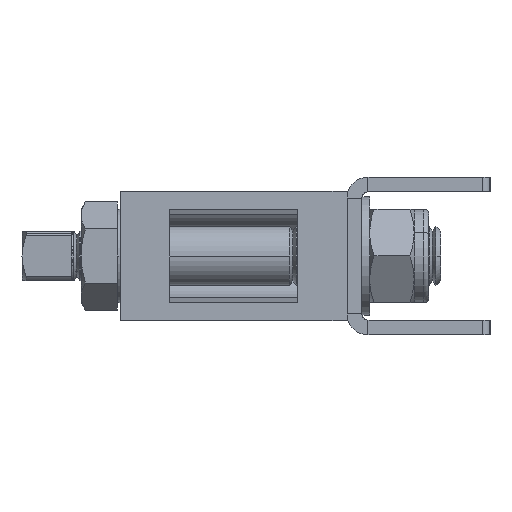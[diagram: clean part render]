
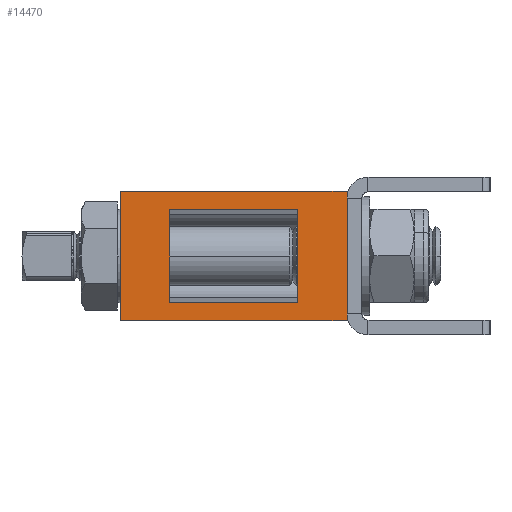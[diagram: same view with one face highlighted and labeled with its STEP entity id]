
A CAD part, left-side view. The second image highlights one B-rep face of the part: STEP entity #14470.
In plain terms, the highlighted planar face has unit normal (-1, 0, 0).
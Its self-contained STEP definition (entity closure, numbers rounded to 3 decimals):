
#144 = VECTOR ( 'NONE', #2506, 1000. ) ;
#407 = EDGE_CURVE ( 'NONE', #2117, #15067, #10160, .T. ) ;
#1103 = VERTEX_POINT ( 'NONE', #15266 ) ;
#1283 = CARTESIAN_POINT ( 'NONE',  ( -10.55, -23., 13.15 ) ) ;
#1708 = CARTESIAN_POINT ( 'NONE',  ( -10.55, -13., 9.349 ) ) ;
#1869 = EDGE_LOOP ( 'NONE', ( #2587, #9114, #2212, #6901 ) ) ;
#2006 = VECTOR ( 'NONE', #4169, 1000. ) ;
#2117 = VERTEX_POINT ( 'NONE', #2338 ) ;
#2212 = ORIENTED_EDGE ( 'NONE', *, *, #12640, .F. ) ;
#2338 = CARTESIAN_POINT ( 'NONE',  ( -10.55, 13., -9.349 ) ) ;
#2506 = DIRECTION ( 'NONE',  ( 0., 0., 1. ) ) ;
#2587 = ORIENTED_EDGE ( 'NONE', *, *, #14631, .T. ) ;
#2981 = VERTEX_POINT ( 'NONE', #15126 ) ;
#2996 = EDGE_CURVE ( 'NONE', #14324, #7944, #9464, .T. ) ;
#3388 = LINE ( 'NONE', #11720, #3976 ) ;
#3608 = LINE ( 'NONE', #5021, #9879 ) ;
#3907 = CARTESIAN_POINT ( 'NONE',  ( -10.55, -13., -9.349 ) ) ;
#3976 = VECTOR ( 'NONE', #11779, 1000. ) ;
#4169 = DIRECTION ( 'NONE',  ( 0., 1., 0. ) ) ;
#4263 = CARTESIAN_POINT ( 'NONE',  ( -10.55, -23., 13.15 ) ) ;
#4351 = VERTEX_POINT ( 'NONE', #1708 ) ;
#4358 = ORIENTED_EDGE ( 'NONE', *, *, #10056, .F. ) ;
#5021 = CARTESIAN_POINT ( 'NONE',  ( -10.55, -23., -13.15 ) ) ;
#5312 = CARTESIAN_POINT ( 'NONE',  ( -10.55, 23., -13.15 ) ) ;
#5606 = VECTOR ( 'NONE', #6923, 1000. ) ;
#5914 = VECTOR ( 'NONE', #13490, 1000. ) ;
#6310 = ORIENTED_EDGE ( 'NONE', *, *, #9541, .T. ) ;
#6901 = ORIENTED_EDGE ( 'NONE', *, *, #2996, .T. ) ;
#6923 = DIRECTION ( 'NONE',  ( 0., 0., -1. ) ) ;
#7470 = DIRECTION ( 'NONE',  ( 0., -1., 0. ) ) ;
#7913 = CARTESIAN_POINT ( 'NONE',  ( -10.55, -13., 9.349 ) ) ;
#7944 = VERTEX_POINT ( 'NONE', #5312 ) ;
#8093 = CARTESIAN_POINT ( 'NONE',  ( -10.55, -23., 13.15 ) ) ;
#8826 = EDGE_LOOP ( 'NONE', ( #4358, #6310, #13339, #10162 ) ) ;
#8949 = CARTESIAN_POINT ( 'NONE',  ( -10.55, 23., 13.15 ) ) ;
#9013 = LINE ( 'NONE', #12200, #5606 ) ;
#9114 = ORIENTED_EDGE ( 'NONE', *, *, #10270, .F. ) ;
#9133 = CARTESIAN_POINT ( 'NONE',  ( -10.55, 13., -9.349 ) ) ;
#9464 = LINE ( 'NONE', #8949, #16307 ) ;
#9541 = EDGE_CURVE ( 'NONE', #2981, #2117, #3388, .T. ) ;
#9605 = DIRECTION ( 'NONE',  ( 0., 0., -1. ) ) ;
#9669 = FACE_BOUND ( 'NONE', #8826, .T. ) ;
#9879 = VECTOR ( 'NONE', #7470, 1000. ) ;
#10056 = EDGE_CURVE ( 'NONE', #2981, #4351, #13244, .T. ) ;
#10160 = LINE ( 'NONE', #9133, #11790 ) ;
#10162 = ORIENTED_EDGE ( 'NONE', *, *, #14889, .F. ) ;
#10270 = EDGE_CURVE ( 'NONE', #11323, #1103, #9013, .T. ) ;
#10475 = DIRECTION ( 'NONE',  ( 0., 0., 1. ) ) ;
#10995 = CARTESIAN_POINT ( 'NONE',  ( -10.55, 13., 9.349 ) ) ;
#11043 = AXIS2_PLACEMENT_3D ( 'NONE', #8093, #16025, #9605 ) ;
#11323 = VERTEX_POINT ( 'NONE', #1283 ) ;
#11720 = CARTESIAN_POINT ( 'NONE',  ( -10.55, -13., -9.349 ) ) ;
#11779 = DIRECTION ( 'NONE',  ( 0., 1., 0. ) ) ;
#11790 = VECTOR ( 'NONE', #10475, 1000. ) ;
#12200 = CARTESIAN_POINT ( 'NONE',  ( -10.55, -23., 13.15 ) ) ;
#12640 = EDGE_CURVE ( 'NONE', #14324, #11323, #13540, .T. ) ;
#12688 = LINE ( 'NONE', #7913, #2006 ) ;
#12978 = CARTESIAN_POINT ( 'NONE',  ( -10.55, 23., 13.15 ) ) ;
#13244 = LINE ( 'NONE', #3907, #144 ) ;
#13339 = ORIENTED_EDGE ( 'NONE', *, *, #407, .T. ) ;
#13490 = DIRECTION ( 'NONE',  ( 0., -1., 0. ) ) ;
#13540 = LINE ( 'NONE', #4263, #5914 ) ;
#14324 = VERTEX_POINT ( 'NONE', #12978 ) ;
#14470 = ADVANCED_FACE ( 'NONE', ( #15086, #9669 ), #14713, .F. ) ;
#14631 = EDGE_CURVE ( 'NONE', #7944, #1103, #3608, .T. ) ;
#14713 = PLANE ( 'NONE',  #11043 ) ;
#14889 = EDGE_CURVE ( 'NONE', #4351, #15067, #12688, .T. ) ;
#15067 = VERTEX_POINT ( 'NONE', #10995 ) ;
#15086 = FACE_OUTER_BOUND ( 'NONE', #1869, .T. ) ;
#15126 = CARTESIAN_POINT ( 'NONE',  ( -10.55, -13., -9.349 ) ) ;
#15266 = CARTESIAN_POINT ( 'NONE',  ( -10.55, -23., -13.15 ) ) ;
#16025 = DIRECTION ( 'NONE',  ( 1., 0., 0. ) ) ;
#16307 = VECTOR ( 'NONE', #16550, 1000. ) ;
#16550 = DIRECTION ( 'NONE',  ( 0., 0., -1. ) ) ;
